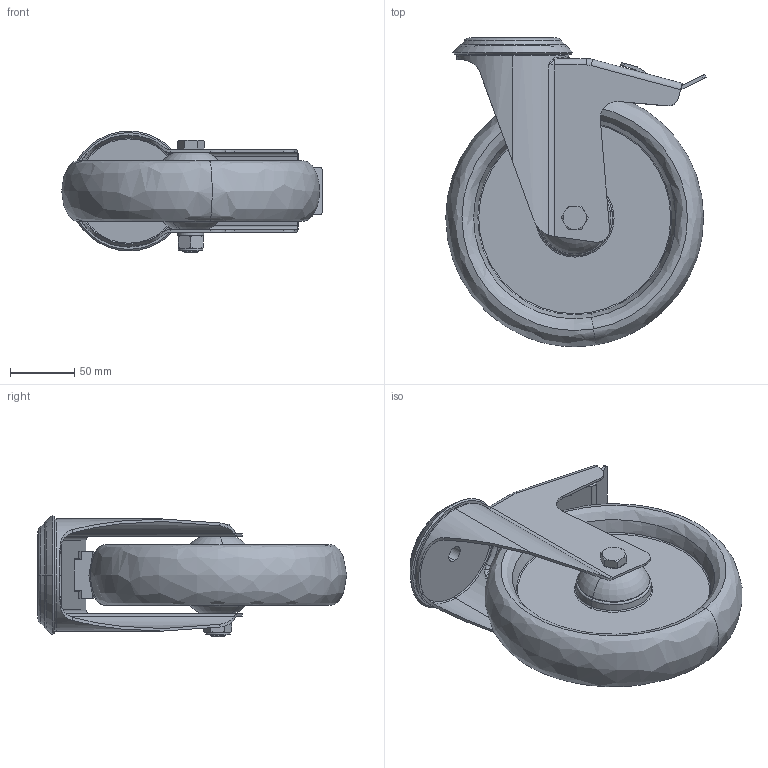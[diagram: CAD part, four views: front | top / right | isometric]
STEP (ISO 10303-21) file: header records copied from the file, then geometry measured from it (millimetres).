
FILE_DESCRIPTION (( 'STEP AP214' ), '1' );
FILE_NAME ('0030146.step', '2022-11-24T12:20:45', ( '' ), ( '' ), 'SwSTEP 2.0', 'SolidWorks 2020', '' );
FILE_SCHEMA (( 'AUTOMOTIVE_DESIGN' ));
Length unit declared in the file: millimetre
Products named in the file (1): 0030146
Bounding box: 202 x 240 x 94.5 mm (x, y, z)
Volume: 916011.7 mm3; surface area: 271160.2 mm2
Topology: 9 solids, 9 shells, 304 faces, 716 edges, 440 vertices
Faces by surface type: plane 92, cylinder 72, torus 58, cone 58, bspline 24
Entity records: 12944 total; most frequent: CARTESIAN_POINT 2489, DIRECTION 1552, ORIENTED_EDGE 1424, EDGE_CURVE 712, AXIS2_PLACEMENT_3D 651, VERTEX_POINT 440, CIRCLE 370, EDGE_LOOP 336
